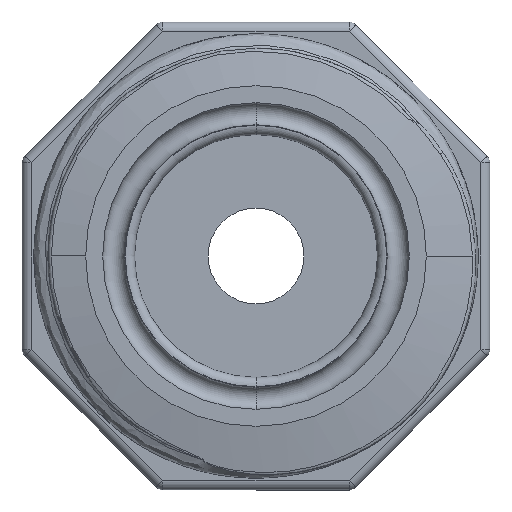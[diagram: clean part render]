
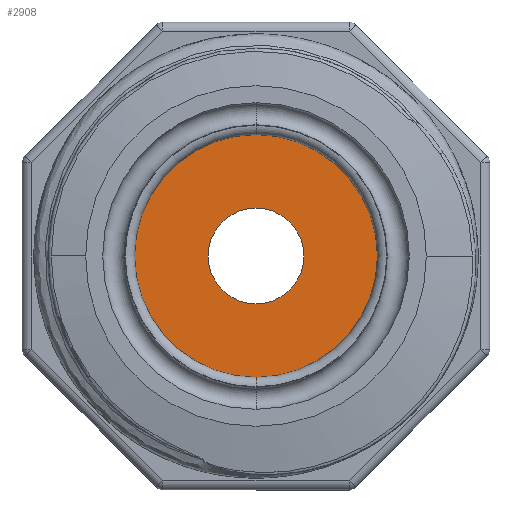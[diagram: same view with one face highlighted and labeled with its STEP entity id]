
A CAD part, front view. The second image highlights one B-rep face of the part: STEP entity #2908.
In plain terms, the highlighted planar face has unit normal (0, -1, 0).
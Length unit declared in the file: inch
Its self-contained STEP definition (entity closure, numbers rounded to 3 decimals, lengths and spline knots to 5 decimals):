
#76 = CARTESIAN_POINT ( 'NONE',  ( 0., 1.3, 0. ) ) ;
#143 = DIRECTION ( 'NONE',  ( 0., -1., 0. ) ) ;
#153 = AXIS2_PLACEMENT_3D ( 'NONE', #76, #143, #2935 ) ;
#212 = CARTESIAN_POINT ( 'NONE',  ( 0., 1.3, 0. ) ) ;
#265 = VERTEX_POINT ( 'NONE', #4818 ) ;
#319 = DIRECTION ( 'NONE',  ( 0., 0., -1. ) ) ;
#680 = VERTEX_POINT ( 'NONE', #5576 ) ;
#742 = DIRECTION ( 'NONE',  ( 0., -1., 0. ) ) ;
#869 = PLANE ( 'NONE',  #2198 ) ;
#970 = AXIS2_PLACEMENT_3D ( 'NONE', #1403, #5856, #4672 ) ;
#1199 = EDGE_CURVE ( 'NONE', #265, #6728, #4046, .T. ) ;
#1396 = VERTEX_POINT ( 'NONE', #6809 ) ;
#1403 = CARTESIAN_POINT ( 'NONE',  ( 0., 1.3, 0. ) ) ;
#1683 = CIRCLE ( 'NONE', #970, 0.91 ) ;
#1800 = AXIS2_PLACEMENT_3D ( 'NONE', #4858, #3066, #319 ) ;
#1947 = EDGE_LOOP ( 'NONE', ( #2426, #3916 ) ) ;
#2158 = EDGE_CURVE ( 'NONE', #1396, #680, #1683, .T. ) ;
#2198 = AXIS2_PLACEMENT_3D ( 'NONE', #4170, #5289, #4282 ) ;
#2254 = EDGE_LOOP ( 'NONE', ( #7040, #4720 ) ) ;
#2426 = ORIENTED_EDGE ( 'NONE', *, *, #2158, .T. ) ;
#2886 = AXIS2_PLACEMENT_3D ( 'NONE', #212, #742, #5831 ) ;
#2908 = ADVANCED_FACE ( 'NONE', ( #4846, #6397 ), #869, .T. ) ;
#2935 = DIRECTION ( 'NONE',  ( 0., 0., -1. ) ) ;
#3066 = DIRECTION ( 'NONE',  ( 0., -1., 0. ) ) ;
#3118 = CIRCLE ( 'NONE', #2886, 0.91 ) ;
#3916 = ORIENTED_EDGE ( 'NONE', *, *, #3919, .T. ) ;
#3919 = EDGE_CURVE ( 'NONE', #680, #1396, #3118, .T. ) ;
#3991 = EDGE_CURVE ( 'NONE', #6728, #265, #6326, .T. ) ;
#4046 = CIRCLE ( 'NONE', #1800, 0.25591 ) ;
#4156 = CARTESIAN_POINT ( 'NONE',  ( 0., 1.3, -0.25591 ) ) ;
#4170 = CARTESIAN_POINT ( 'NONE',  ( 0., 1.3, -0.91 ) ) ;
#4282 = DIRECTION ( 'NONE',  ( 0., 0., -1. ) ) ;
#4672 = DIRECTION ( 'NONE',  ( 0., 0., -1. ) ) ;
#4720 = ORIENTED_EDGE ( 'NONE', *, *, #1199, .F. ) ;
#4818 = CARTESIAN_POINT ( 'NONE',  ( 0., 1.3, 0.25591 ) ) ;
#4846 = FACE_OUTER_BOUND ( 'NONE', #1947, .T. ) ;
#4858 = CARTESIAN_POINT ( 'NONE',  ( 0., 1.3, 0. ) ) ;
#5289 = DIRECTION ( 'NONE',  ( 0., -1., 0. ) ) ;
#5576 = CARTESIAN_POINT ( 'NONE',  ( 0., 1.3, 0.91 ) ) ;
#5831 = DIRECTION ( 'NONE',  ( 0., 0., -1. ) ) ;
#5856 = DIRECTION ( 'NONE',  ( 0., -1., 0. ) ) ;
#6326 = CIRCLE ( 'NONE', #153, 0.25591 ) ;
#6397 = FACE_BOUND ( 'NONE', #2254, .T. ) ;
#6728 = VERTEX_POINT ( 'NONE', #4156 ) ;
#6809 = CARTESIAN_POINT ( 'NONE',  ( 0., 1.3, -0.91 ) ) ;
#7040 = ORIENTED_EDGE ( 'NONE', *, *, #3991, .F. ) ;
